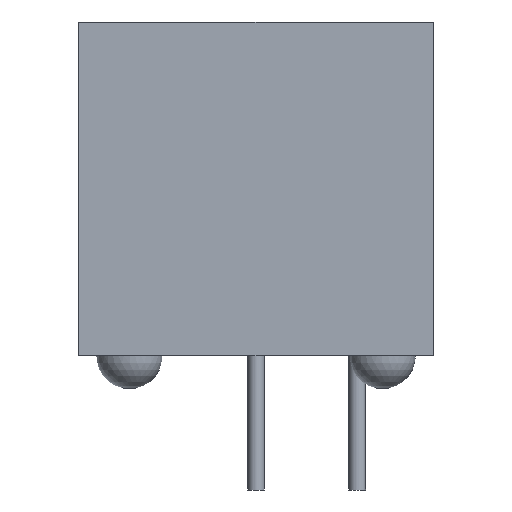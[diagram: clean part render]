
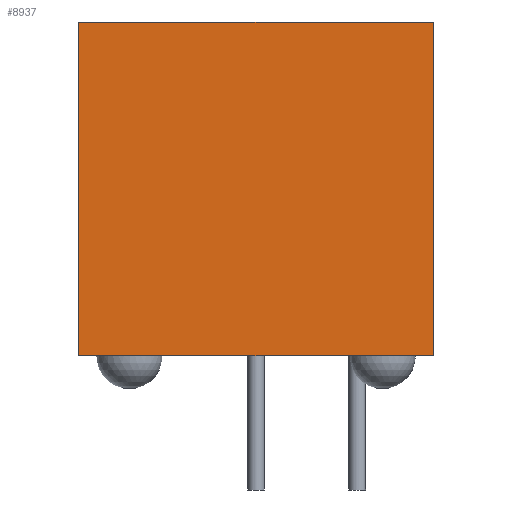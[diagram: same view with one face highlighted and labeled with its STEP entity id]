
A CAD part, left-side view. The second image highlights one B-rep face of the part: STEP entity #8937.
In plain terms, the highlighted planar face has unit normal (-1, 0, 0).
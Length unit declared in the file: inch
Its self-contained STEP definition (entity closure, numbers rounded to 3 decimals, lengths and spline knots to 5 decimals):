
#8303=CARTESIAN_POINT('',(-1.05187,-0.26547,0.33));
#8304=VERTEX_POINT('',#8303);
#8311=CARTESIAN_POINT('',(-1.05187,-0.26547,-0.33));
#8312=VERTEX_POINT('',#8311);
#8313=CARTESIAN_POINT('',(-1.05187,-0.26547,0.33));
#8314=DIRECTION('',(0.0,0.0,-1.0));
#8315=VECTOR('',#8314,0.66);
#8316=LINE('',#8313,#8315);
#8317=EDGE_CURVE('',#8304,#8312,#8316,.T.);
#8826=CARTESIAN_POINT('',(-1.05187,0.43453,-0.33));
#8827=VERTEX_POINT('',#8826);
#8828=CARTESIAN_POINT('',(-1.05187,0.43453,-0.33));
#8829=DIRECTION('',(0.0,-1.0,0.0));
#8830=VECTOR('',#8829,0.7);
#8831=LINE('',#8828,#8830);
#8832=EDGE_CURVE('',#8827,#8312,#8831,.T.);
#8914=CARTESIAN_POINT('',(-1.05187,-0.26547,0.0));
#8915=DIRECTION('',(-1.0,0.0,0.0));
#8916=DIRECTION('',(0.0,0.0,1.0));
#8917=AXIS2_PLACEMENT_3D('',#8914,#8915,#8916);
#8918=PLANE('',#8917);
#8919=CARTESIAN_POINT('',(-1.05187,0.43453,0.33));
#8920=VERTEX_POINT('',#8919);
#8921=CARTESIAN_POINT('',(-1.05187,-0.26547,0.33));
#8922=DIRECTION('',(0.0,1.0,0.0));
#8923=VECTOR('',#8922,0.7);
#8924=LINE('',#8921,#8923);
#8925=EDGE_CURVE('',#8304,#8920,#8924,.T.);
#8926=ORIENTED_EDGE('',*,*,#8925,.T.);
#8927=CARTESIAN_POINT('',(-1.05187,0.43453,-0.33));
#8928=DIRECTION('',(0.0,0.0,1.0));
#8929=VECTOR('',#8928,0.66);
#8930=LINE('',#8927,#8929);
#8931=EDGE_CURVE('',#8827,#8920,#8930,.T.);
#8932=ORIENTED_EDGE('',*,*,#8931,.F.);
#8933=ORIENTED_EDGE('',*,*,#8832,.T.);
#8934=ORIENTED_EDGE('',*,*,#8317,.F.);
#8935=EDGE_LOOP('',(#8926,#8932,#8933,#8934));
#8936=FACE_OUTER_BOUND('',#8935,.T.);
#8937=ADVANCED_FACE('',(#8936),#8918,.T.);
